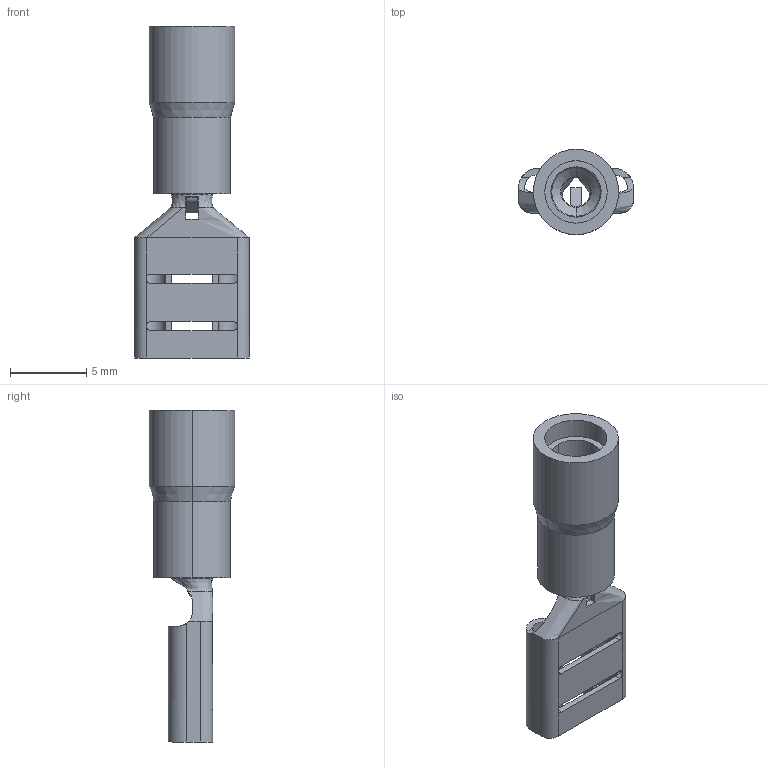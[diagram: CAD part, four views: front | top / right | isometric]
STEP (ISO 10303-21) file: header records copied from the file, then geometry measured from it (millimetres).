
FILE_DESCRIPTION (( 'STEP AP203' ), '1' );
FILE_NAME ('00190.STEP', '2024-05-23T15:22:42', ( '' ), ( '' ), 'SwSTEP 2.0', 'SolidWorks 2022', '' );
FILE_SCHEMA (( 'CONFIG_CONTROL_DESIGN' ));
Length unit declared in the file: millimetre
Products named in the file (4): 00190; SS00190; SABUS1; SATR1
Assembly tree (3 placements, depth 2):
  00190
    SS00190
    SABUS1
    SATR1
Bounding box: 7.52 x 5.6 x 21.8 mm (x, y, z)
Volume: 228.9 mm3; surface area: 945.4 mm2
Topology: 3 solids, 3 shells, 122 faces, 343 edges, 233 vertices
Faces by surface type: plane 44, cylinder 41, torus 16, cone 12, bspline 9
Entity records: 4930 total; most frequent: CARTESIAN_POINT 1465, ORIENTED_EDGE 662, DIRECTION 630, EDGE_CURVE 331, AXIS2_PLACEMENT_3D 237, VERTEX_POINT 209, VECTOR 156, LINE 156
